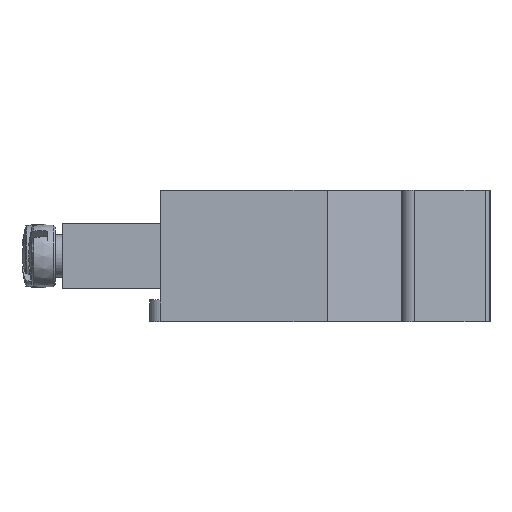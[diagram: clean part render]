
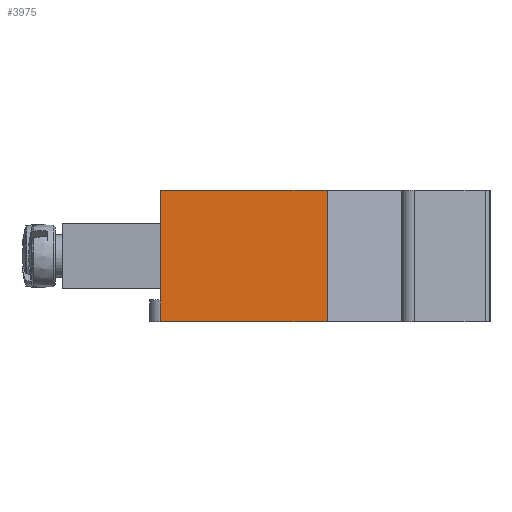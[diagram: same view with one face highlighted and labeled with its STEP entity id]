
A CAD part, left-side view. The second image highlights one B-rep face of the part: STEP entity #3975.
In plain terms, the highlighted face is planar.
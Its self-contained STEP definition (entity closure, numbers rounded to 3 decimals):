
#211=LINE('',#7186,#403);
#283=LINE('',#7409,#475);
#305=LINE('',#7459,#497);
#306=LINE('',#7461,#498);
#307=LINE('',#7462,#499);
#403=VECTOR('',#5188,15.149);
#475=VECTOR('',#5390,15.149);
#497=VECTOR('',#5440,12.);
#498=VECTOR('',#5441,10.);
#499=VECTOR('',#5442,2.);
#576=PLANE('',#4413);
#1273=FACE_OUTER_BOUND('',#1700,.T.);
#1700=EDGE_LOOP('',(#3346,#3347,#3348,#3349,#3350));
#2030=VERTEX_POINT('',#7183);
#2031=VERTEX_POINT('',#7185);
#2093=VERTEX_POINT('',#7359);
#2117=VERTEX_POINT('',#7407);
#2132=VERTEX_POINT('',#7460);
#2421=EDGE_CURVE('',#2031,#2030,#211,.T.);
#2531=EDGE_CURVE('',#2117,#2093,#283,.T.);
#2559=EDGE_CURVE('',#2117,#2031,#305,.T.);
#2560=EDGE_CURVE('',#2030,#2132,#306,.T.);
#2561=EDGE_CURVE('',#2132,#2093,#307,.T.);
#3346=ORIENTED_EDGE('',*,*,#2559,.T.);
#3347=ORIENTED_EDGE('',*,*,#2421,.T.);
#3348=ORIENTED_EDGE('',*,*,#2560,.T.);
#3349=ORIENTED_EDGE('',*,*,#2561,.T.);
#3350=ORIENTED_EDGE('',*,*,#2531,.F.);
#3975=ADVANCED_FACE('',(#1273),#576,.T.);
#4413=AXIS2_PLACEMENT_3D('',#7458,#5438,#5439);
#5188=DIRECTION('',(0.,1.,0.));
#5390=DIRECTION('',(0.,1.,0.));
#5438=DIRECTION('center_axis',(1.,0.,0.));
#5439=DIRECTION('ref_axis',(0.,1.,0.));
#5440=DIRECTION('',(0.,0.,-1.));
#5441=DIRECTION('',(0.,0.,1.));
#5442=DIRECTION('',(0.,0.,1.));
#7183=CARTESIAN_POINT('',(44.,0.,-12.));
#7185=CARTESIAN_POINT('',(44.,-15.149,-12.));
#7186=CARTESIAN_POINT('',(44.,0.,-12.));
#7359=CARTESIAN_POINT('',(44.,0.,0.));
#7407=CARTESIAN_POINT('',(44.,-15.149,0.));
#7409=CARTESIAN_POINT('',(44.,-22.964,0.));
#7458=CARTESIAN_POINT('Origin',(44.,0.,-12.));
#7459=CARTESIAN_POINT('',(44.,-15.149,-12.));
#7460=CARTESIAN_POINT('',(44.,0.,-2.));
#7461=CARTESIAN_POINT('',(44.,0.,-12.));
#7462=CARTESIAN_POINT('',(44.,0.,-12.));
